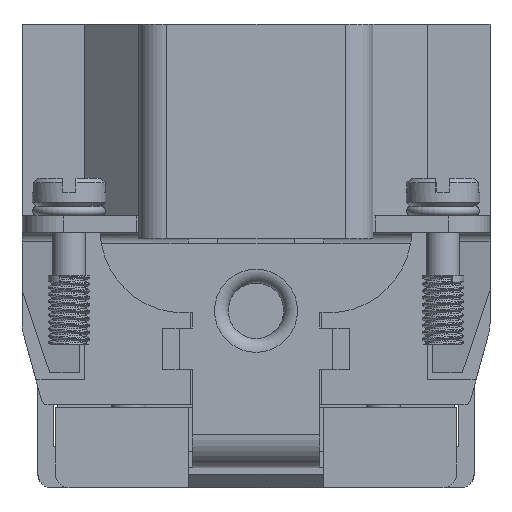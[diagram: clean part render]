
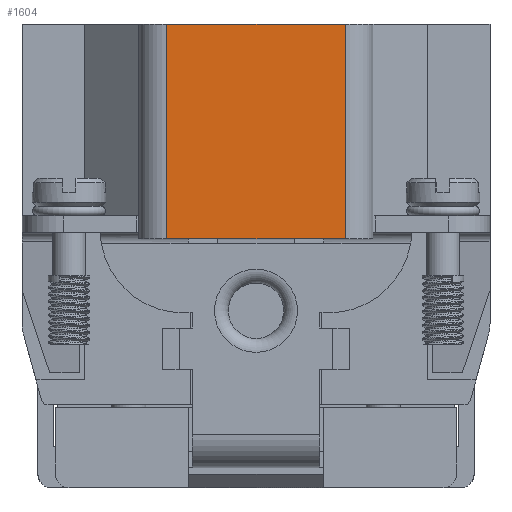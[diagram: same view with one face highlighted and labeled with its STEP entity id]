
A CAD part, left-side view. The second image highlights one B-rep face of the part: STEP entity #1604.
In plain terms, the highlighted planar face has unit normal (-1, 0, 0).
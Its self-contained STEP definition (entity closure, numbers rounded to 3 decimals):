
#1604=ADVANCED_FACE('',(#3734),#2908,.T.);
#2908=PLANE('',#24781);
#3734=FACE_OUTER_BOUND('',#4889,.T.);
#4889=EDGE_LOOP('',(#8486,#8487,#8488,#8489));
#8486=ORIENTED_EDGE('',*,*,#17308,.T.);
#8487=ORIENTED_EDGE('',*,*,#17336,.T.);
#8488=ORIENTED_EDGE('',*,*,#17326,.F.);
#8489=ORIENTED_EDGE('',*,*,#17337,.F.);
#14814=VERTEX_POINT('',#35285);
#14815=VERTEX_POINT('',#35287);
#14827=VERTEX_POINT('',#35321);
#14828=VERTEX_POINT('',#35322);
#17308=EDGE_CURVE('',#14815,#14814,#20569,.T.);
#17326=EDGE_CURVE('',#14827,#14828,#20584,.T.);
#17336=EDGE_CURVE('',#14814,#14828,#20592,.T.);
#17337=EDGE_CURVE('',#14815,#14827,#20593,.T.);
#20569=LINE('',#35286,#22768);
#20584=LINE('',#35320,#22783);
#20592=LINE('',#35341,#22791);
#20593=LINE('',#35342,#22792);
#22768=VECTOR('',#28035,1.);
#22783=VECTOR('',#28064,1.);
#22791=VECTOR('',#28078,1.);
#22792=VECTOR('',#28079,1.);
#24781=AXIS2_PLACEMENT_3D('',#35343,#28080,#28081);
#28035=DIRECTION('',(0.,1.,0.));
#28064=DIRECTION('',(0.,1.,0.));
#28078=DIRECTION('',(0.,0.,-1.));
#28079=DIRECTION('',(0.,0.,-1.));
#28080=DIRECTION('',(-1.,0.,0.));
#28081=DIRECTION('',(0.,0.,-1.));
#35285=CARTESIAN_POINT('',(-31.9,6.45,14.1));
#35286=CARTESIAN_POINT('',(-31.9,8.55,14.1));
#35287=CARTESIAN_POINT('',(-31.9,-6.45,14.1));
#35320=CARTESIAN_POINT('',(-31.9,8.55,-1.4));
#35321=CARTESIAN_POINT('',(-31.9,-6.45,-1.4));
#35322=CARTESIAN_POINT('',(-31.9,6.45,-1.4));
#35341=CARTESIAN_POINT('',(-31.9,6.45,31.655));
#35342=CARTESIAN_POINT('',(-31.9,-6.45,31.655));
#35343=CARTESIAN_POINT('',(-31.9,8.55,13.6));
